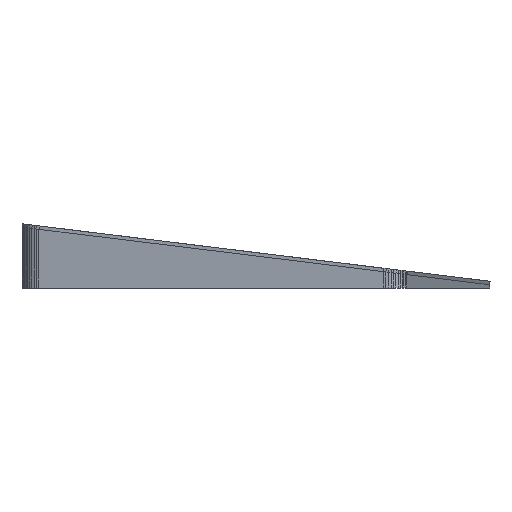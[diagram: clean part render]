
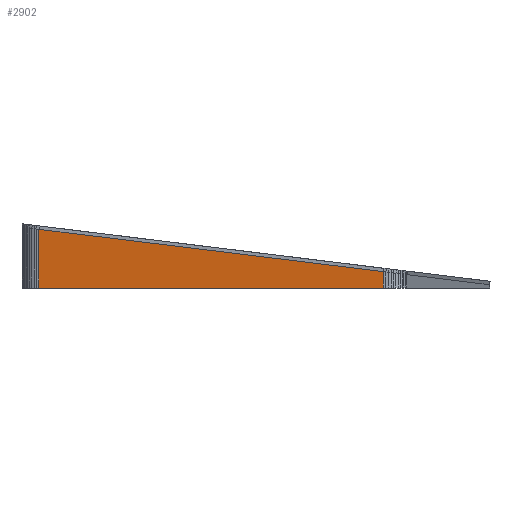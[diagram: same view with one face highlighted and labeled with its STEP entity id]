
A CAD part, left-side view. The second image highlights one B-rep face of the part: STEP entity #2902.
In plain terms, the highlighted planar face has unit normal (-0.985, 0.174, 0).
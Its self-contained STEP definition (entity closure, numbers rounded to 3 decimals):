
#124=LINE('',#4269,#449);
#266=LINE('',#4560,#591);
#379=LINE('',#4844,#704);
#380=LINE('',#4846,#705);
#449=VECTOR('',#3336,10.);
#591=VECTOR('',#3572,10.);
#704=VECTOR('',#3871,10.);
#705=VECTOR('',#3874,10.);
#842=PLANE('',#3131);
#1006=FACE_OUTER_BOUND('',#1208,.T.);
#1208=EDGE_LOOP('',(#2676,#2677,#2678,#2679));
#1362=VERTEX_POINT('',#4262);
#1364=VERTEX_POINT('',#4268);
#1465=VERTEX_POINT('',#4557);
#1466=VERTEX_POINT('',#4559);
#1650=EDGE_CURVE('',#1362,#1364,#124,.T.);
#1794=EDGE_CURVE('',#1466,#1465,#266,.T.);
#1928=EDGE_CURVE('',#1465,#1362,#379,.T.);
#1929=EDGE_CURVE('',#1466,#1364,#380,.T.);
#2676=ORIENTED_EDGE('',*,*,#1650,.T.);
#2677=ORIENTED_EDGE('',*,*,#1929,.F.);
#2678=ORIENTED_EDGE('',*,*,#1794,.T.);
#2679=ORIENTED_EDGE('',*,*,#1928,.T.);
#2902=ADVANCED_FACE('',(#1006),#842,.T.);
#3131=AXIS2_PLACEMENT_3D('',#4845,#3872,#3873);
#3336=DIRECTION('',(0.172,0.978,0.12));
#3572=DIRECTION('',(-0.174,-0.985,0.));
#3871=DIRECTION('',(0.,0.,1.));
#3872=DIRECTION('center_axis',(-0.985,0.174,0.));
#3873=DIRECTION('ref_axis',(-0.174,-0.985,0.));
#3874=DIRECTION('',(0.,0.,1.));
#4262=CARTESIAN_POINT('',(-242.007,158.794,4.818));
#4268=CARTESIAN_POINT('',(-224.235,259.578,17.193));
#4269=CARTESIAN_POINT('',(-233.781,205.445,10.546));
#4557=CARTESIAN_POINT('',(-242.007,158.794,0.));
#4559=CARTESIAN_POINT('',(-224.235,259.578,0.));
#4560=CARTESIAN_POINT('',(-224.235,259.578,0.));
#4844=CARTESIAN_POINT('',(-242.007,158.794,0.));
#4845=CARTESIAN_POINT('Origin',(-224.235,259.578,0.));
#4846=CARTESIAN_POINT('',(-224.235,259.578,0.));
